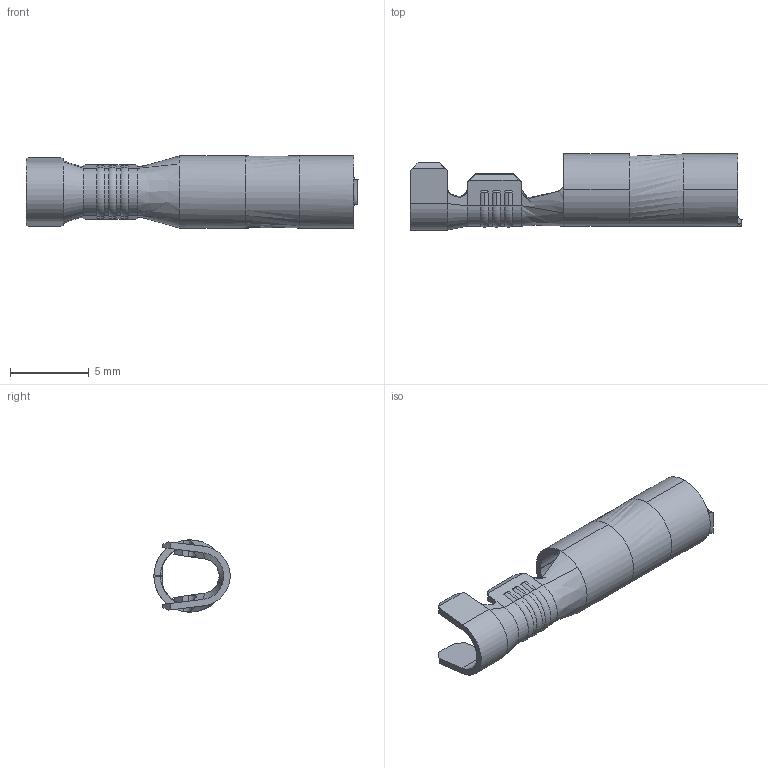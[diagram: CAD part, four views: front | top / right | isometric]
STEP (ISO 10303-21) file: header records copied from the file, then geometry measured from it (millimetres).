
FILE_DESCRIPTION (( 'STEP AP203' ), '1' );
FILE_NAME ('09409.STEP', '2015-02-05T14:11:43', ( '' ), ( '' ), 'SwSTEP 2.0', 'SolidWorks 2014', '' );
FILE_SCHEMA (( 'CONFIG_CONTROL_DESIGN' ));
Length unit declared in the file: inch
Products named in the file (1): 09409
Bounding box: 21.02 x 4.82 x 4.57 mm (x, y, z)
Volume: 86.6 mm3; surface area: 465.8 mm2
Topology: 1 solids, 1 shells, 155 faces, 387 edges, 234 vertices
Faces by surface type: plane 68, bspline 38, cylinder 34, torus 9, cone 6
Entity records: 5307 total; most frequent: CARTESIAN_POINT 1766, ORIENTED_EDGE 774, DIRECTION 641, EDGE_CURVE 387, VECTOR 237, LINE 237, VERTEX_POINT 234, AXIS2_PLACEMENT_3D 202
